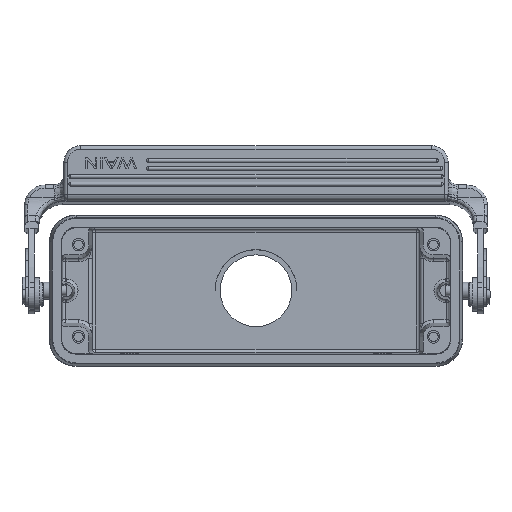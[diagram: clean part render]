
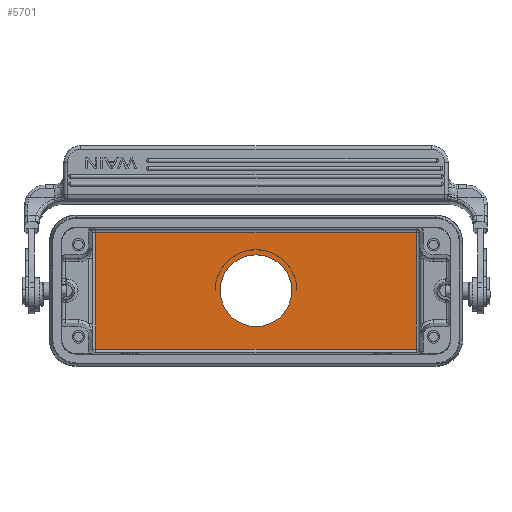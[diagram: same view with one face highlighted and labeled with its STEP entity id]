
A CAD part, front view. The second image highlights one B-rep face of the part: STEP entity #5701.
In plain terms, the highlighted planar face has unit normal (0, -1, 0).
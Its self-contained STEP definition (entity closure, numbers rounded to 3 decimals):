
#5701=ADVANCED_FACE('',(#7279,#7280,#7281),#6739,.F.);
#6739=PLANE('',#25944);
#7279=FACE_BOUND('',#8023,.T.);
#7280=FACE_BOUND('',#8024,.T.);
#7281=FACE_BOUND('',#8025,.T.);
#8023=EDGE_LOOP('',(#12243,#12244));
#8024=EDGE_LOOP('',(#12245));
#8025=EDGE_LOOP('',(#12246,#12247,#12248,#12249));
#8945=CIRCLE('',#25421,12.);
#8946=CIRCLE('',#25423,12.);
#9057=CIRCLE('',#25761,10.5);
#12243=ORIENTED_EDGE('',*,*,#18938,.F.);
#12244=ORIENTED_EDGE('',*,*,#18941,.F.);
#12245=ORIENTED_EDGE('',*,*,#19466,.F.);
#12246=ORIENTED_EDGE('',*,*,#19594,.T.);
#12247=ORIENTED_EDGE('',*,*,#19595,.T.);
#12248=ORIENTED_EDGE('',*,*,#19668,.T.);
#12249=ORIENTED_EDGE('',*,*,#19671,.T.);
#16653=VERTEX_POINT('',#36231);
#16654=VERTEX_POINT('',#36233);
#17004=VERTEX_POINT('',#37592);
#17093=VERTEX_POINT('',#38236);
#17095=VERTEX_POINT('',#38242);
#17096=VERTEX_POINT('',#38246);
#17130=VERTEX_POINT('',#38411);
#18938=EDGE_CURVE('',#16653,#16654,#8945,.T.);
#18941=EDGE_CURVE('',#16654,#16653,#8946,.T.);
#19466=EDGE_CURVE('',#17004,#17004,#9057,.T.);
#19594=EDGE_CURVE('',#17093,#17095,#22328,.T.);
#19595=EDGE_CURVE('',#17095,#17096,#22329,.T.);
#19668=EDGE_CURVE('',#17096,#17130,#22366,.T.);
#19671=EDGE_CURVE('',#17130,#17093,#22368,.T.);
#22328=LINE('',#38243,#24146);
#22329=LINE('',#38245,#24147);
#22366=LINE('',#38410,#24184);
#22368=LINE('',#38416,#24186);
#24146=VECTOR('',#29797,1.);
#24147=VECTOR('',#29800,1.);
#24184=VECTOR('',#29977,1.);
#24186=VECTOR('',#29983,1.);
#25421=AXIS2_PLACEMENT_3D('',#36232,#28480,#28481);
#25423=AXIS2_PLACEMENT_3D('',#36244,#28484,#28485);
#25761=AXIS2_PLACEMENT_3D('',#37591,#29524,#29525);
#25944=AXIS2_PLACEMENT_3D('',#38417,#29984,#29985);
#28480=DIRECTION('',(0.,1.,0.));
#28481=DIRECTION('',(-1.,0.,0.004));
#28484=DIRECTION('',(0.,-1.,0.));
#28485=DIRECTION('',(1.,0.,-0.001));
#29524=DIRECTION('',(0.,-1.,0.));
#29525=DIRECTION('',(1.,0.,0.));
#29797=DIRECTION('',(1.,0.,0.));
#29800=DIRECTION('',(0.,0.,1.));
#29977=DIRECTION('',(-1.,0.,0.));
#29983=DIRECTION('',(0.,0.,-1.));
#29984=DIRECTION('',(0.,1.,0.));
#29985=DIRECTION('',(1.,0.,0.));
#36231=CARTESIAN_POINT('',(-12.,52.,0.037));
#36232=CARTESIAN_POINT('',(0.,52.,0.));
#36233=CARTESIAN_POINT('',(12.,52.,0.034));
#36244=CARTESIAN_POINT('',(0.,52.,0.049));
#37591=CARTESIAN_POINT('',(0.,52.,0.));
#37592=CARTESIAN_POINT('',(10.5,52.,0.));
#38236=CARTESIAN_POINT('',(-47.,52.,-17.135));
#38242=CARTESIAN_POINT('',(47.,52.,-17.135));
#38243=CARTESIAN_POINT('',(-47.,52.,-17.135));
#38245=CARTESIAN_POINT('',(47.,52.,-17.135));
#38246=CARTESIAN_POINT('',(47.,52.,17.135));
#38410=CARTESIAN_POINT('',(47.,52.,17.135));
#38411=CARTESIAN_POINT('',(-47.,52.,17.135));
#38416=CARTESIAN_POINT('',(-47.,52.,17.135));
#38417=CARTESIAN_POINT('',(57.,52.,-18.5));
